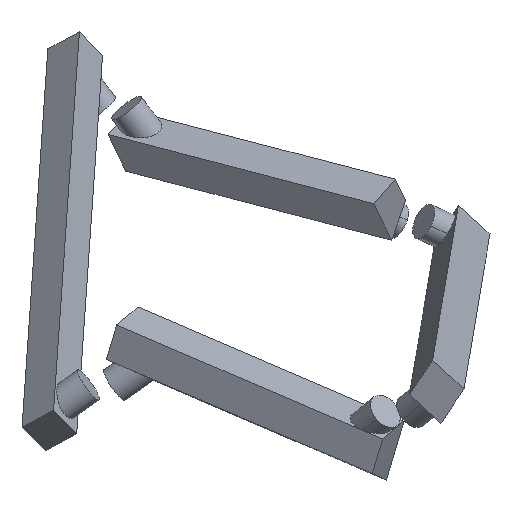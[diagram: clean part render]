
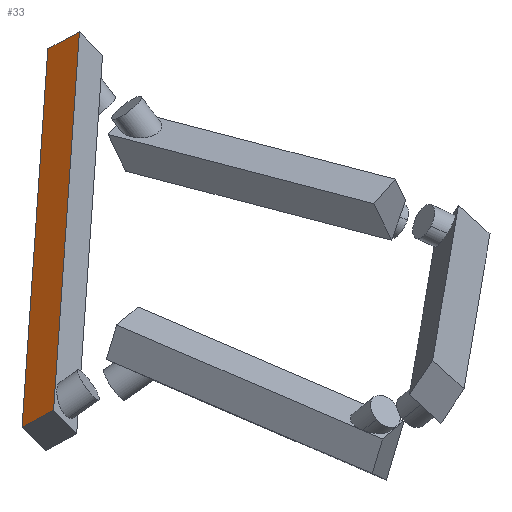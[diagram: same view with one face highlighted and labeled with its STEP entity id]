
A CAD part, isometric view. The second image highlights one B-rep face of the part: STEP entity #33.
In plain terms, the highlighted planar face has unit normal (-0.605, 0.362, 0.709).
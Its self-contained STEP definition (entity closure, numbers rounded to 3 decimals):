
#33=ADVANCED_FACE('',(#81),#631,.T.);
#81=FACE_OUTER_BOUND('',#129,.T.);
#129=EDGE_LOOP('',(#196,#197,#198,#199));
#196=ORIENTED_EDGE('',*,*,#382,.T.);
#197=ORIENTED_EDGE('',*,*,#383,.T.);
#198=ORIENTED_EDGE('',*,*,#384,.T.);
#199=ORIENTED_EDGE('',*,*,#379,.F.);
#379=EDGE_CURVE('',#573,#574,#469,.T.);
#382=EDGE_CURVE('',#573,#576,#472,.T.);
#383=EDGE_CURVE('',#576,#577,#473,.T.);
#384=EDGE_CURVE('',#577,#574,#474,.T.);
#469=B_SPLINE_CURVE_WITH_KNOTS('',1,(#914,#915),.UNSPECIFIED.,.F.,.F.,(2,
2),(0.,26.224),.UNSPECIFIED.);
#472=B_SPLINE_CURVE_WITH_KNOTS('',1,(#920,#921),.UNSPECIFIED.,.F.,.F.,(2,
2),(0.,2.356),.UNSPECIFIED.);
#473=B_SPLINE_CURVE_WITH_KNOTS('',1,(#922,#923),.UNSPECIFIED.,.F.,.F.,(2,
2),(0.,26.224),.UNSPECIFIED.);
#474=B_SPLINE_CURVE_WITH_KNOTS('',1,(#924,#925),.UNSPECIFIED.,.F.,.F.,(2,
2),(0.,2.356),.UNSPECIFIED.);
#573=VERTEX_POINT('',#887);
#574=VERTEX_POINT('',#888);
#576=VERTEX_POINT('',#890);
#577=VERTEX_POINT('',#891);
#631=PLANE('',#769);
#769=AXIS2_PLACEMENT_3D('',#871,#820,$);
#820=DIRECTION('',(-0.605,0.362,0.709));
#871=CARTESIAN_POINT('',(-18.52,-3.399,-4.314));
#887=CARTESIAN_POINT('',(-15.43,2.56,-4.721));
#888=CARTESIAN_POINT('',(3.32,19.32,2.714));
#890=CARTESIAN_POINT('',(-14.603,0.961,-3.2));
#891=CARTESIAN_POINT('',(4.146,17.721,4.235));
#914=CARTESIAN_POINT('',(-15.43,2.56,-4.721));
#915=CARTESIAN_POINT('',(3.32,19.32,2.714));
#920=CARTESIAN_POINT('',(-15.43,2.56,-4.721));
#921=CARTESIAN_POINT('',(-14.603,0.961,-3.2));
#922=CARTESIAN_POINT('',(-14.603,0.961,-3.2));
#923=CARTESIAN_POINT('',(4.146,17.721,4.235));
#924=CARTESIAN_POINT('',(4.146,17.721,4.235));
#925=CARTESIAN_POINT('',(3.32,19.32,2.714));
